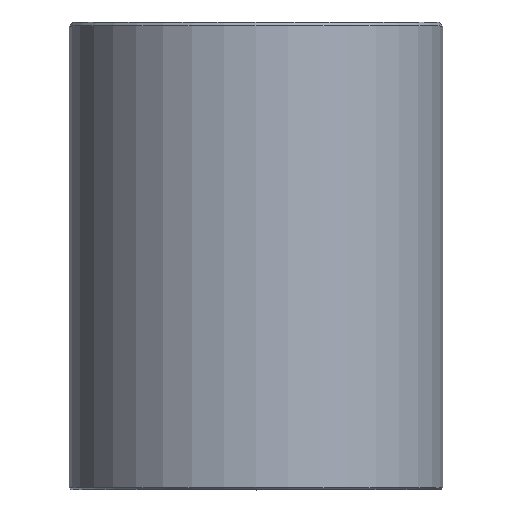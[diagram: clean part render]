
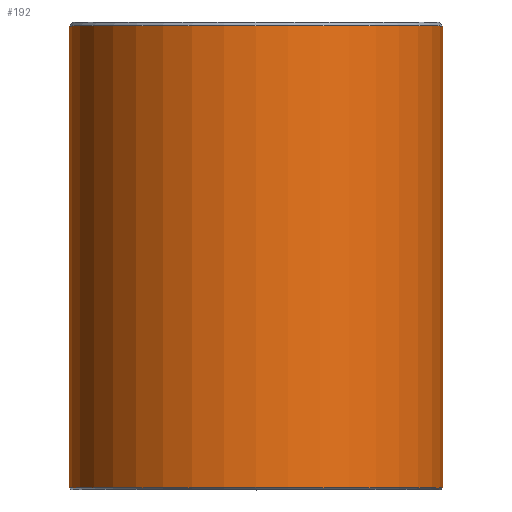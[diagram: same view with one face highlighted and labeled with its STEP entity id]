
A CAD part, top view. The second image highlights one B-rep face of the part: STEP entity #192.
In plain terms, the highlighted cylindrical face has radius 10 mm (diameter 20 mm), a full revolution.
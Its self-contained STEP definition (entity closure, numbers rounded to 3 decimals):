
#48=CYLINDRICAL_SURFACE('',#281,10.);
#54=FACE_OUTER_BOUND('',#68,.T.);
#68=EDGE_LOOP('',(#152,#153,#154,#155,#156,#157));
#85=LINE('',#402,#92);
#92=VECTOR('',#329,10.);
#98=CIRCLE('',#278,10.);
#99=CIRCLE('',#279,10.);
#101=CIRCLE('',#282,10.);
#102=CIRCLE('',#283,10.);
#112=VERTEX_POINT('',#390);
#113=VERTEX_POINT('',#391);
#115=VERTEX_POINT('',#398);
#116=VERTEX_POINT('',#399);
#126=EDGE_CURVE('',#112,#113,#98,.T.);
#127=EDGE_CURVE('',#113,#112,#99,.T.);
#130=EDGE_CURVE('',#115,#116,#101,.T.);
#131=EDGE_CURVE('',#116,#115,#102,.T.);
#132=EDGE_CURVE('',#116,#113,#85,.T.);
#152=ORIENTED_EDGE('',*,*,#130,.F.);
#153=ORIENTED_EDGE('',*,*,#131,.F.);
#154=ORIENTED_EDGE('',*,*,#132,.T.);
#155=ORIENTED_EDGE('',*,*,#126,.F.);
#156=ORIENTED_EDGE('',*,*,#127,.F.);
#157=ORIENTED_EDGE('',*,*,#132,.F.);
#192=ADVANCED_FACE('',(#54),#48,.T.);
#278=AXIS2_PLACEMENT_3D('',#392,#316,#317);
#279=AXIS2_PLACEMENT_3D('',#393,#318,#319);
#281=AXIS2_PLACEMENT_3D('',#397,#323,#324);
#282=AXIS2_PLACEMENT_3D('',#400,#325,#326);
#283=AXIS2_PLACEMENT_3D('',#401,#327,#328);
#316=DIRECTION('center_axis',(0.,1.,0.));
#317=DIRECTION('ref_axis',(-1.,0.,0.));
#318=DIRECTION('center_axis',(0.,1.,0.));
#319=DIRECTION('ref_axis',(-1.,0.,0.));
#323=DIRECTION('center_axis',(0.,-1.,0.));
#324=DIRECTION('ref_axis',(1.,0.,0.));
#325=DIRECTION('center_axis',(0.,-1.,0.));
#326=DIRECTION('ref_axis',(-1.,0.,0.));
#327=DIRECTION('center_axis',(0.,-1.,0.));
#328=DIRECTION('ref_axis',(-1.,0.,0.));
#329=DIRECTION('',(0.,1.,0.));
#390=CARTESIAN_POINT('',(10.,24.8,0.));
#391=CARTESIAN_POINT('',(-10.,24.8,0.));
#392=CARTESIAN_POINT('Origin',(0.,24.8,0.));
#393=CARTESIAN_POINT('Origin',(0.,24.8,0.));
#397=CARTESIAN_POINT('Origin',(0.,12.5,0.));
#398=CARTESIAN_POINT('',(10.,0.1,0.));
#399=CARTESIAN_POINT('',(-10.,0.1,0.));
#400=CARTESIAN_POINT('Origin',(0.,0.1,0.));
#401=CARTESIAN_POINT('Origin',(0.,0.1,0.));
#402=CARTESIAN_POINT('',(-10.,12.5,0.));
